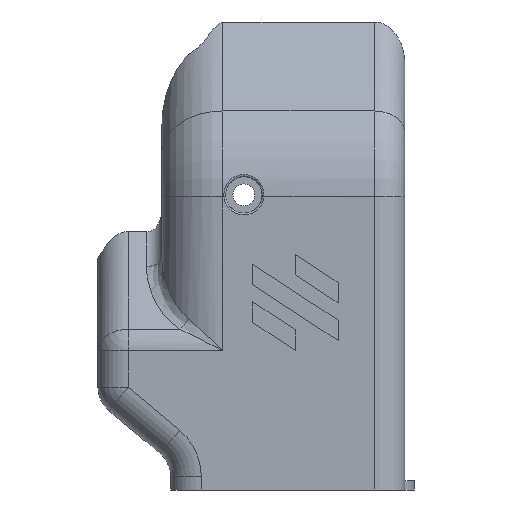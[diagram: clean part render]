
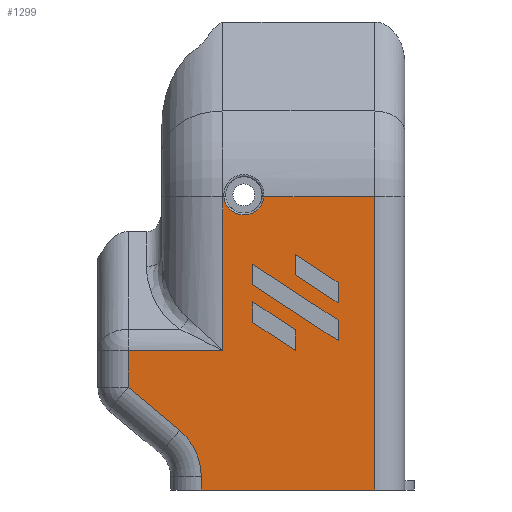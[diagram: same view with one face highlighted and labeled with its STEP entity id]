
A CAD part, left-side view. The second image highlights one B-rep face of the part: STEP entity #1299.
In plain terms, the highlighted planar face has unit normal (-1, 0, 0).
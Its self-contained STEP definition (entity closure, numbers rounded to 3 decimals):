
#327=CARTESIAN_POINT('',(-28.,2.,-0.));
#328=VERTEX_POINT('',#327);
#336=CARTESIAN_POINT('',(-28.,30.5,-0.));
#337=VERTEX_POINT('',#336);
#338=CARTESIAN_POINT('',(-28.,30.5,-0.));
#339=DIRECTION('',(0.,-1.,-0.));
#340=VECTOR('',#339,28.5);
#341=LINE('',#338,#340);
#342=EDGE_CURVE('',#337,#328,#341,.T.);
#1109=CARTESIAN_POINT('',(-28.,15.5,1.5));
#1110=DIRECTION('',(1.,0.,0.));
#1111=DIRECTION('',(0.,-1.,-0.));
#1112=AXIS2_PLACEMENT_3D('',#1109,#1110,#1111);
#1113=PLANE('',#1112);
#1114=CARTESIAN_POINT('',(-28.,8.004,24.575));
#1115=VERTEX_POINT('',#1114);
#1116=CARTESIAN_POINT('',(-28.,22.028,33.794));
#1117=VERTEX_POINT('',#1116);
#1118=CARTESIAN_POINT('',(-28.,8.004,24.575));
#1119=DIRECTION('',(-0.,0.836,0.549));
#1120=VECTOR('',#1119,16.783);
#1121=LINE('',#1118,#1120);
#1122=EDGE_CURVE('',#1115,#1117,#1121,.T.);
#1123=ORIENTED_EDGE('',*,*,#1122,.T.);
#1124=CARTESIAN_POINT('',(-28.,22.028,37.163));
#1125=VERTEX_POINT('',#1124);
#1126=CARTESIAN_POINT('',(-28.,22.028,33.794));
#1127=DIRECTION('',(-0.,0.,1.));
#1128=VECTOR('',#1127,3.369);
#1129=LINE('',#1126,#1128);
#1130=EDGE_CURVE('',#1117,#1125,#1129,.T.);
#1131=ORIENTED_EDGE('',*,*,#1130,.T.);
#1132=CARTESIAN_POINT('',(-28.,8.004,27.945));
#1133=VERTEX_POINT('',#1132);
#1134=CARTESIAN_POINT('',(-28.,8.004,27.945));
#1135=DIRECTION('',(-0.,0.836,0.549));
#1136=VECTOR('',#1135,16.782);
#1137=LINE('',#1134,#1136);
#1138=EDGE_CURVE('',#1133,#1125,#1137,.T.);
#1139=ORIENTED_EDGE('',*,*,#1138,.F.);
#1140=CARTESIAN_POINT('',(-28.,8.004,27.945));
#1141=DIRECTION('',(0.,-0.,-1.));
#1142=VECTOR('',#1141,3.37);
#1143=LINE('',#1140,#1142);
#1144=EDGE_CURVE('',#1133,#1115,#1143,.T.);
#1145=ORIENTED_EDGE('',*,*,#1144,.T.);
#1146=EDGE_LOOP('',(#1123,#1131,#1139,#1145));
#1147=FACE_BOUND('',#1146,.T.);
#1148=CARTESIAN_POINT('',(-28.,15.016,38.764));
#1149=VERTEX_POINT('',#1148);
#1150=CARTESIAN_POINT('',(-28.,8.004,34.154));
#1151=VERTEX_POINT('',#1150);
#1152=CARTESIAN_POINT('',(-28.,15.016,38.764));
#1153=DIRECTION('',(0.,-0.836,-0.549));
#1154=VECTOR('',#1153,8.391);
#1155=LINE('',#1152,#1154);
#1156=EDGE_CURVE('',#1149,#1151,#1155,.T.);
#1157=ORIENTED_EDGE('',*,*,#1156,.T.);
#1158=CARTESIAN_POINT('',(-28.,8.004,30.784));
#1159=VERTEX_POINT('',#1158);
#1160=CARTESIAN_POINT('',(-28.,8.004,34.154));
#1161=DIRECTION('',(0.,-0.,-1.));
#1162=VECTOR('',#1161,3.37);
#1163=LINE('',#1160,#1162);
#1164=EDGE_CURVE('',#1151,#1159,#1163,.T.);
#1165=ORIENTED_EDGE('',*,*,#1164,.T.);
#1166=CARTESIAN_POINT('',(-28.,15.016,35.394));
#1167=VERTEX_POINT('',#1166);
#1168=CARTESIAN_POINT('',(-28.,15.016,35.394));
#1169=DIRECTION('',(0.,-0.836,-0.549));
#1170=VECTOR('',#1169,8.391);
#1171=LINE('',#1168,#1170);
#1172=EDGE_CURVE('',#1167,#1159,#1171,.T.);
#1173=ORIENTED_EDGE('',*,*,#1172,.F.);
#1174=CARTESIAN_POINT('',(-28.,15.016,35.394));
#1175=DIRECTION('',(-0.,0.,1.));
#1176=VECTOR('',#1175,3.37);
#1177=LINE('',#1174,#1176);
#1178=EDGE_CURVE('',#1167,#1149,#1177,.T.);
#1179=ORIENTED_EDGE('',*,*,#1178,.T.);
#1180=EDGE_LOOP('',(#1157,#1165,#1173,#1179));
#1181=FACE_BOUND('',#1180,.T.);
#1182=CARTESIAN_POINT('',(-28.,22.028,30.954));
#1183=VERTEX_POINT('',#1182);
#1184=CARTESIAN_POINT('',(-28.,15.016,26.346));
#1185=VERTEX_POINT('',#1184);
#1186=CARTESIAN_POINT('',(-28.,22.028,30.954));
#1187=DIRECTION('',(0.,-0.836,-0.549));
#1188=VECTOR('',#1187,8.391);
#1189=LINE('',#1186,#1188);
#1190=EDGE_CURVE('',#1183,#1185,#1189,.T.);
#1191=ORIENTED_EDGE('',*,*,#1190,.T.);
#1192=CARTESIAN_POINT('',(-28.,15.016,22.976));
#1193=VERTEX_POINT('',#1192);
#1194=CARTESIAN_POINT('',(-28.,15.016,26.346));
#1195=DIRECTION('',(0.,-0.,-1.));
#1196=VECTOR('',#1195,3.37);
#1197=LINE('',#1194,#1196);
#1198=EDGE_CURVE('',#1185,#1193,#1197,.T.);
#1199=ORIENTED_EDGE('',*,*,#1198,.T.);
#1200=CARTESIAN_POINT('',(-28.,22.028,27.585));
#1201=VERTEX_POINT('',#1200);
#1202=CARTESIAN_POINT('',(-28.,15.016,22.976));
#1203=DIRECTION('',(-0.,0.836,0.549));
#1204=VECTOR('',#1203,8.391);
#1205=LINE('',#1202,#1204);
#1206=EDGE_CURVE('',#1193,#1201,#1205,.T.);
#1207=ORIENTED_EDGE('',*,*,#1206,.T.);
#1208=CARTESIAN_POINT('',(-28.,22.028,27.585));
#1209=DIRECTION('',(-0.,0.,1.));
#1210=VECTOR('',#1209,3.37);
#1211=LINE('',#1208,#1210);
#1212=EDGE_CURVE('',#1201,#1183,#1211,.T.);
#1213=ORIENTED_EDGE('',*,*,#1212,.T.);
#1214=EDGE_LOOP('',(#1191,#1199,#1207,#1213));
#1215=FACE_BOUND('',#1214,.T.);
#1216=CARTESIAN_POINT('',(-28.,26.783,48.216));
#1217=VERTEX_POINT('',#1216);
#1218=CARTESIAN_POINT('',(-28.,27.,48.216));
#1219=VERTEX_POINT('',#1218);
#1220=CARTESIAN_POINT('',(-28.,26.783,48.216));
#1221=DIRECTION('',(-0.,1.,0.));
#1222=VECTOR('',#1221,0.217);
#1223=LINE('',#1220,#1222);
#1224=EDGE_CURVE('',#1217,#1219,#1223,.T.);
#1225=ORIENTED_EDGE('',*,*,#1224,.T.);
#1226=CARTESIAN_POINT('',(-28.,27.,22.929));
#1227=VERTEX_POINT('',#1226);
#1228=CARTESIAN_POINT('',(-28.,27.,48.216));
#1229=DIRECTION('',(-0.,0.,-1.));
#1230=VECTOR('',#1229,25.287);
#1231=LINE('',#1228,#1230);
#1232=EDGE_CURVE('',#1219,#1227,#1231,.T.);
#1233=ORIENTED_EDGE('',*,*,#1232,.T.);
#1234=CARTESIAN_POINT('',(-28.,42.5,22.929));
#1235=VERTEX_POINT('',#1234);
#1236=CARTESIAN_POINT('',(-28.,27.,22.929));
#1237=DIRECTION('',(-0.,1.,0.));
#1238=VECTOR('',#1237,15.5);
#1239=LINE('',#1236,#1238);
#1240=EDGE_CURVE('',#1227,#1235,#1239,.T.);
#1241=ORIENTED_EDGE('',*,*,#1240,.T.);
#1242=CARTESIAN_POINT('',(-28.,42.5,16.901));
#1243=VERTEX_POINT('',#1242);
#1244=CARTESIAN_POINT('',(-28.,42.5,22.929));
#1245=DIRECTION('',(-0.,0.,-1.));
#1246=VECTOR('',#1245,6.028);
#1247=LINE('',#1244,#1246);
#1248=EDGE_CURVE('',#1235,#1243,#1247,.T.);
#1249=ORIENTED_EDGE('',*,*,#1248,.T.);
#1250=CARTESIAN_POINT('',(-28.,34.072,9.829));
#1251=VERTEX_POINT('',#1250);
#1252=CARTESIAN_POINT('',(-28.,42.5,16.901));
#1253=DIRECTION('',(0.,-0.766,-0.643));
#1254=VECTOR('',#1253,11.002);
#1255=LINE('',#1252,#1254);
#1256=EDGE_CURVE('',#1243,#1251,#1255,.T.);
#1257=ORIENTED_EDGE('',*,*,#1256,.T.);
#1258=CARTESIAN_POINT('',(-28.,30.5,2.168));
#1259=VERTEX_POINT('',#1258);
#1260=CARTESIAN_POINT('',(-28.,40.5,2.168));
#1261=DIRECTION('',(1.,0.,0.));
#1262=DIRECTION('',(0.,-1.,-0.));
#1263=AXIS2_PLACEMENT_3D('',#1260,#1261,#1262);
#1264=CIRCLE('',#1263,10.);
#1265=EDGE_CURVE('',#1251,#1259,#1264,.T.);
#1266=ORIENTED_EDGE('',*,*,#1265,.T.);
#1267=CARTESIAN_POINT('',(-28.,30.5,2.168));
#1268=DIRECTION('',(-0.,0.,-1.));
#1269=VECTOR('',#1268,2.168);
#1270=LINE('',#1267,#1269);
#1271=EDGE_CURVE('',#1259,#337,#1270,.T.);
#1272=ORIENTED_EDGE('',*,*,#1271,.T.);
#1273=ORIENTED_EDGE('',*,*,#342,.T.);
#1274=CARTESIAN_POINT('',(-28.,2.,48.216));
#1275=VERTEX_POINT('',#1274);
#1276=CARTESIAN_POINT('',(-28.,2.,-0.));
#1277=DIRECTION('',(0.,-0.,1.));
#1278=VECTOR('',#1277,48.216);
#1279=LINE('',#1276,#1278);
#1280=EDGE_CURVE('',#328,#1275,#1279,.T.);
#1281=ORIENTED_EDGE('',*,*,#1280,.T.);
#1282=CARTESIAN_POINT('',(-28.,20.217,48.216));
#1283=VERTEX_POINT('',#1282);
#1284=CARTESIAN_POINT('',(-28.,2.,48.216));
#1285=DIRECTION('',(-0.,1.,0.));
#1286=VECTOR('',#1285,18.217);
#1287=LINE('',#1284,#1286);
#1288=EDGE_CURVE('',#1275,#1283,#1287,.T.);
#1289=ORIENTED_EDGE('',*,*,#1288,.T.);
#1290=CARTESIAN_POINT('',(-28.,23.5,48.55));
#1291=DIRECTION('',(1.,0.,0.));
#1292=DIRECTION('',(-0.,1.,0.));
#1293=AXIS2_PLACEMENT_3D('',#1290,#1291,#1292);
#1294=CIRCLE('',#1293,3.3);
#1295=EDGE_CURVE('',#1283,#1217,#1294,.T.);
#1296=ORIENTED_EDGE('',*,*,#1295,.T.);
#1297=EDGE_LOOP('',(#1225,#1233,#1241,#1249,#1257,#1266,#1272,#1273,#1281,#1289,#1296));
#1298=FACE_BOUND('',#1297,.T.);
#1299=ADVANCED_FACE('',(#1147,#1181,#1215,#1298),#1113,.F.);
